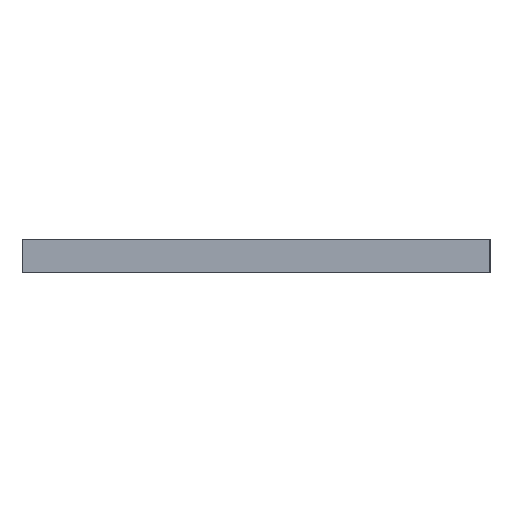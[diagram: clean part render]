
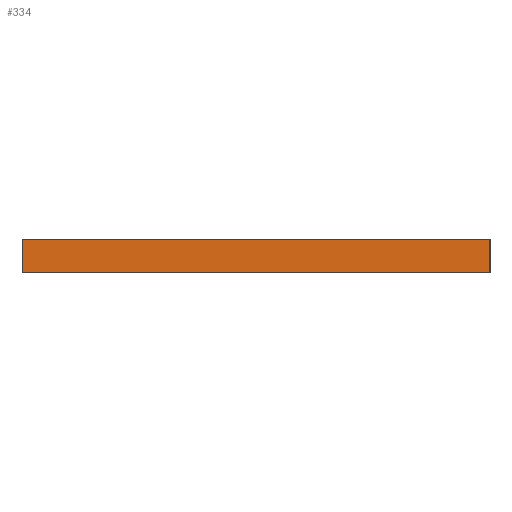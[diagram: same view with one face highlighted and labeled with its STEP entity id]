
A CAD part, left-side view. The second image highlights one B-rep face of the part: STEP entity #334.
In plain terms, the highlighted planar face has unit normal (-1, 0, 0).
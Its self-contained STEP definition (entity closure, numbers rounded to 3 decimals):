
#282=CARTESIAN_POINT('Vertex',(-50.,-42.5,6.)) ;
#285=CARTESIAN_POINT('Line Origine',(-50.,-42.5,3.)) ;
#289=CARTESIAN_POINT('Vertex',(-50.,-42.5,0.)) ;
#304=CARTESIAN_POINT('Axis2P3D Location',(-50.,-42.5,0.)) ;
#309=CARTESIAN_POINT('Line Origine',(-50.,0.,6.)) ;
#313=CARTESIAN_POINT('Vertex',(-50.,42.5,6.)) ;
#316=CARTESIAN_POINT('Line Origine',(-50.,42.5,3.)) ;
#320=CARTESIAN_POINT('Vertex',(-50.,42.5,0.)) ;
#323=CARTESIAN_POINT('Line Origine',(-50.,0.,0.)) ;
#287=VECTOR('Line Direction',#286,1.) ;
#311=VECTOR('Line Direction',#310,1.) ;
#318=VECTOR('Line Direction',#317,1.) ;
#325=VECTOR('Line Direction',#324,1.) ;
#286=DIRECTION('Vector Direction',(0.,0.,1.)) ;
#305=DIRECTION('Axis2P3D Direction',(1.,0.,0.)) ;
#306=DIRECTION('Axis2P3D XDirection',(0.,1.,0.)) ;
#310=DIRECTION('Vector Direction',(0.,1.,0.)) ;
#317=DIRECTION('Vector Direction',(0.,0.,1.)) ;
#324=DIRECTION('Vector Direction',(0.,1.,0.)) ;
#307=AXIS2_PLACEMENT_3D('Plane Axis2P3D',#304,#305,#306) ;
#288=LINE('Line',#285,#287) ;
#312=LINE('Line',#309,#311) ;
#319=LINE('Line',#316,#318) ;
#326=LINE('Line',#323,#325) ;
#308=PLANE('',#307) ;
#291=EDGE_CURVE('',#290,#283,#288,.T.) ;
#315=EDGE_CURVE('',#283,#314,#312,.T.) ;
#322=EDGE_CURVE('',#321,#314,#319,.T.) ;
#327=EDGE_CURVE('',#290,#321,#326,.T.) ;
#329=ORIENTED_EDGE('',*,*,#315,.T.) ;
#330=ORIENTED_EDGE('',*,*,#322,.F.) ;
#331=ORIENTED_EDGE('',*,*,#327,.F.) ;
#332=ORIENTED_EDGE('',*,*,#291,.T.) ;
#328=EDGE_LOOP('',(#329,#330,#331,#332)) ;
#283=VERTEX_POINT('',#282) ;
#290=VERTEX_POINT('',#289) ;
#314=VERTEX_POINT('',#313) ;
#321=VERTEX_POINT('',#320) ;
#334=ADVANCED_FACE('PartBody',(#333),#308,.F.) ;
#333=FACE_OUTER_BOUND('',#328,.T.) ;
